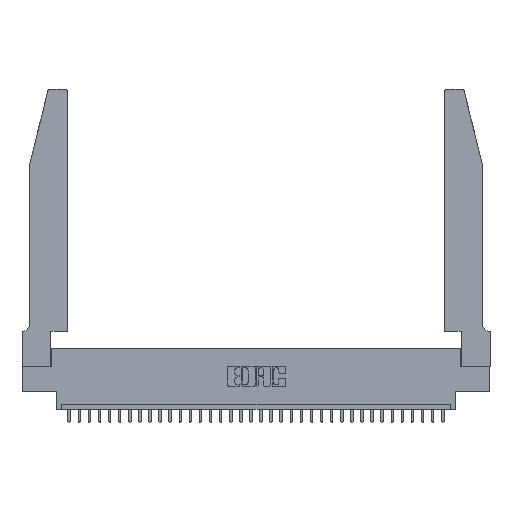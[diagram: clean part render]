
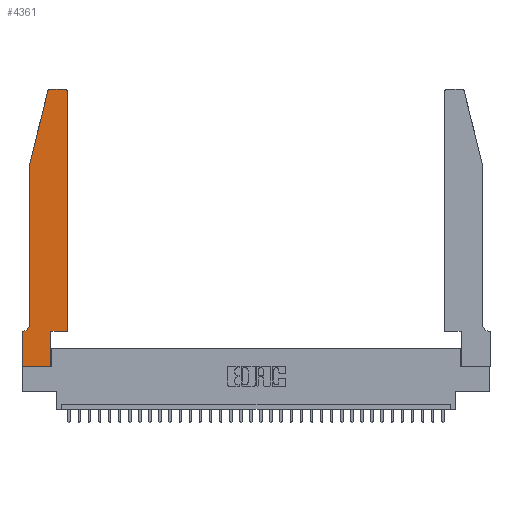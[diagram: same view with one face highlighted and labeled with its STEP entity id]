
A CAD part, top view. The second image highlights one B-rep face of the part: STEP entity #4361.
In plain terms, the highlighted planar face has unit normal (0, 0, 1).
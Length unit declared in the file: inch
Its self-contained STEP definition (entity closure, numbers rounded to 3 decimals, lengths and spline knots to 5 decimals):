
#61 = ORIENTED_EDGE ( 'NONE', *, *, #7671, .T. ) ;
#1198 = DIRECTION ( 'NONE',  ( 1., 0., 0. ) ) ;
#1681 = CARTESIAN_POINT ( 'NONE',  ( 0.2865, 0., 0.37 ) ) ;
#2740 = VERTEX_POINT ( 'NONE', #23817 ) ;
#3200 = PLANE ( 'NONE',  #12474 ) ;
#3314 = DIRECTION ( 'NONE',  ( -0.239, -0.971, 0. ) ) ;
#3395 = ORIENTED_EDGE ( 'NONE', *, *, #24353, .T. ) ;
#3823 = LINE ( 'NONE', #24577, #4674 ) ;
#4361 = ADVANCED_FACE ( 'NONE', ( #31269 ), #3200, .T. ) ;
#4431 = DIRECTION ( 'NONE',  ( 0., 0., 1. ) ) ;
#4674 = VECTOR ( 'NONE', #3314, 39.37008 ) ;
#5327 = ORIENTED_EDGE ( 'NONE', *, *, #20043, .T. ) ;
#5957 = VECTOR ( 'NONE', #7971, 39.37008 ) ;
#6441 = CARTESIAN_POINT ( 'NONE',  ( 0.0755, 2., 0.37 ) ) ;
#6843 = CARTESIAN_POINT ( 'NONE',  ( 0.4205, 2.72, 0.37 ) ) ;
#7034 = VERTEX_POINT ( 'NONE', #33988 ) ;
#7671 = EDGE_CURVE ( 'NONE', #2740, #31641, #3823, .T. ) ;
#7971 = DIRECTION ( 'NONE',  ( -1., 0., 0. ) ) ;
#8353 = VECTOR ( 'NONE', #11514, 39.37008 ) ;
#8413 = EDGE_CURVE ( 'NONE', #15456, #15921, #18934, .T. ) ;
#8503 = CARTESIAN_POINT ( 'NONE',  ( 0., 0.35, 0.37 ) ) ;
#8777 = VECTOR ( 'NONE', #30493, 39.37008 ) ;
#8906 = VECTOR ( 'NONE', #25448, 39.37008 ) ;
#9005 = DIRECTION ( 'NONE',  ( 0., -1., 0. ) ) ;
#10874 = ORIENTED_EDGE ( 'NONE', *, *, #22380, .T. ) ;
#10883 = AXIS2_PLACEMENT_3D ( 'NONE', #6843, #27744, #19866 ) ;
#11172 = DIRECTION ( 'NONE',  ( 0., 0., 1. ) ) ;
#11261 = VECTOR ( 'NONE', #23379, 39.37008 ) ;
#11270 = ORIENTED_EDGE ( 'NONE', *, *, #24839, .T. ) ;
#11281 = ORIENTED_EDGE ( 'NONE', *, *, #14580, .T. ) ;
#11392 = DIRECTION ( 'NONE',  ( 0., 0., -1. ) ) ;
#11514 = DIRECTION ( 'NONE',  ( -1., 0., 0. ) ) ;
#12474 = AXIS2_PLACEMENT_3D ( 'NONE', #8503, #11172, #14066 ) ;
#12835 = VECTOR ( 'NONE', #1198, 39.37008 ) ;
#12993 = EDGE_CURVE ( 'NONE', #29004, #15456, #14583, .T. ) ;
#13586 = LINE ( 'NONE', #31065, #29537 ) ;
#13594 = DIRECTION ( 'NONE',  ( 0., 1., 0. ) ) ;
#14066 = DIRECTION ( 'NONE',  ( 1., 0., 0. ) ) ;
#14580 = EDGE_CURVE ( 'NONE', #22461, #21168, #27254, .T. ) ;
#14583 = LINE ( 'NONE', #19959, #8777 ) ;
#15456 = VERTEX_POINT ( 'NONE', #23922 ) ;
#15921 = VERTEX_POINT ( 'NONE', #1681 ) ;
#16086 = EDGE_CURVE ( 'NONE', #31641, #17554, #31006, .T. ) ;
#16598 = LINE ( 'NONE', #17663, #11261 ) ;
#16609 = AXIS2_PLACEMENT_3D ( 'NONE', #30631, #4431, #23050 ) ;
#16635 = CIRCLE ( 'NONE', #29949, 0.07 ) ;
#16805 = CARTESIAN_POINT ( 'NONE',  ( 0.0755, 2., 0.37 ) ) ;
#17181 = ORIENTED_EDGE ( 'NONE', *, *, #12993, .T. ) ;
#17443 = CARTESIAN_POINT ( 'NONE',  ( 0., 0., 0.37 ) ) ;
#17554 = VERTEX_POINT ( 'NONE', #31886 ) ;
#17663 = CARTESIAN_POINT ( 'NONE',  ( 0.4505, 0.35, 0.37 ) ) ;
#17689 = ORIENTED_EDGE ( 'NONE', *, *, #8413, .T. ) ;
#18760 = EDGE_LOOP ( 'NONE', ( #32176, #22834, #61, #27013, #11270, #3395, #17181, #17689, #5327, #21118, #10874, #11281 ) ) ;
#18934 = LINE ( 'NONE', #17443, #12835 ) ;
#19162 = EDGE_CURVE ( 'NONE', #7034, #2740, #19359, .T. ) ;
#19359 = CIRCLE ( 'NONE', #16609, 0.03 ) ;
#19866 = DIRECTION ( 'NONE',  ( 1., 0., 0. ) ) ;
#19959 = CARTESIAN_POINT ( 'NONE',  ( 0., 0., 0.37 ) ) ;
#20043 = EDGE_CURVE ( 'NONE', #15921, #22230, #13586, .T. ) ;
#20732 = CARTESIAN_POINT ( 'NONE',  ( 0.2865, 0.35, 0.37 ) ) ;
#21118 = ORIENTED_EDGE ( 'NONE', *, *, #23739, .T. ) ;
#21168 = VERTEX_POINT ( 'NONE', #26570 ) ;
#21940 = LINE ( 'NONE', #30312, #8353 ) ;
#22230 = VERTEX_POINT ( 'NONE', #20732 ) ;
#22380 = EDGE_CURVE ( 'NONE', #32775, #22461, #24491, .T. ) ;
#22461 = VERTEX_POINT ( 'NONE', #27608 ) ;
#22646 = EDGE_CURVE ( 'NONE', #21168, #7034, #30646, .T. ) ;
#22834 = ORIENTED_EDGE ( 'NONE', *, *, #19162, .T. ) ;
#23050 = DIRECTION ( 'NONE',  ( 1., 0., 0. ) ) ;
#23379 = DIRECTION ( 'NONE',  ( 1., 0., 0. ) ) ;
#23694 = CARTESIAN_POINT ( 'NONE',  ( 0.0055, 0.35, 0.37 ) ) ;
#23739 = EDGE_CURVE ( 'NONE', #22230, #32775, #16598, .T. ) ;
#23817 = CARTESIAN_POINT ( 'NONE',  ( 0.25487, 2.72718, 0.37 ) ) ;
#23922 = CARTESIAN_POINT ( 'NONE',  ( 0., 0., 0.37 ) ) ;
#24353 = EDGE_CURVE ( 'NONE', #28814, #29004, #21940, .T. ) ;
#24491 = LINE ( 'NONE', #25330, #8906 ) ;
#24577 = CARTESIAN_POINT ( 'NONE',  ( 0.0755, 2., 0.37 ) ) ;
#24839 = EDGE_CURVE ( 'NONE', #17554, #28814, #16635, .T. ) ;
#25330 = CARTESIAN_POINT ( 'NONE',  ( 0.4505, 0.35, 0.37 ) ) ;
#25448 = DIRECTION ( 'NONE',  ( 0., 1., 0. ) ) ;
#25658 = VECTOR ( 'NONE', #9005, 39.37008 ) ;
#26227 = CARTESIAN_POINT ( 'NONE',  ( 0.4505, 0.35, 0.37 ) ) ;
#26570 = CARTESIAN_POINT ( 'NONE',  ( 0.4205, 2.75, 0.37 ) ) ;
#27013 = ORIENTED_EDGE ( 'NONE', *, *, #16086, .T. ) ;
#27254 = CIRCLE ( 'NONE', #10883, 0.03 ) ;
#27530 = DIRECTION ( 'NONE',  ( -1., 0., 0. ) ) ;
#27608 = CARTESIAN_POINT ( 'NONE',  ( 0.4505, 2.72, 0.37 ) ) ;
#27744 = DIRECTION ( 'NONE',  ( 0., 0., 1. ) ) ;
#28240 = CARTESIAN_POINT ( 'NONE',  ( 0., 0.35, 0.37 ) ) ;
#28814 = VERTEX_POINT ( 'NONE', #23694 ) ;
#29004 = VERTEX_POINT ( 'NONE', #28240 ) ;
#29537 = VECTOR ( 'NONE', #13594, 39.37008 ) ;
#29949 = AXIS2_PLACEMENT_3D ( 'NONE', #32821, #11392, #27530 ) ;
#30312 = CARTESIAN_POINT ( 'NONE',  ( 0.0755, 0.35, 0.37 ) ) ;
#30493 = DIRECTION ( 'NONE',  ( 0., -1., 0. ) ) ;
#30631 = CARTESIAN_POINT ( 'NONE',  ( 0.284, 2.72, 0.37 ) ) ;
#30646 = LINE ( 'NONE', #31313, #5957 ) ;
#31006 = LINE ( 'NONE', #6441, #25658 ) ;
#31065 = CARTESIAN_POINT ( 'NONE',  ( 0.2865, 0.35, 0.37 ) ) ;
#31269 = FACE_OUTER_BOUND ( 'NONE', #18760, .T. ) ;
#31313 = CARTESIAN_POINT ( 'NONE',  ( 0.2605, 2.75, 0.37 ) ) ;
#31641 = VERTEX_POINT ( 'NONE', #16805 ) ;
#31886 = CARTESIAN_POINT ( 'NONE',  ( 0.0755, 0.42, 0.37 ) ) ;
#32176 = ORIENTED_EDGE ( 'NONE', *, *, #22646, .T. ) ;
#32775 = VERTEX_POINT ( 'NONE', #26227 ) ;
#32821 = CARTESIAN_POINT ( 'NONE',  ( 0.0055, 0.42, 0.37 ) ) ;
#33988 = CARTESIAN_POINT ( 'NONE',  ( 0.284, 2.75, 0.37 ) ) ;
